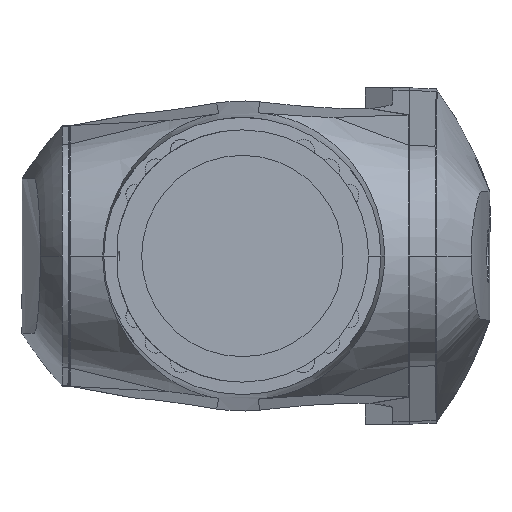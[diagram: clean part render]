
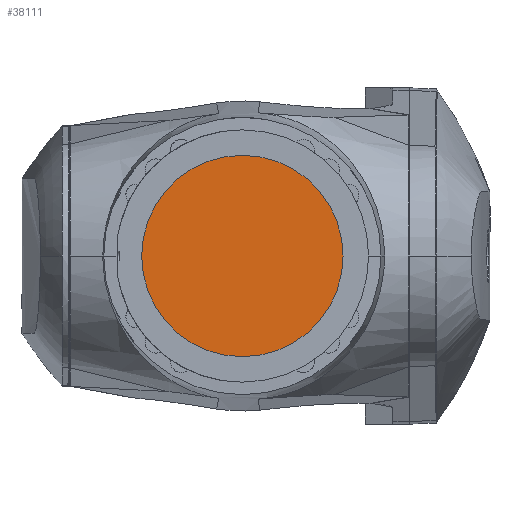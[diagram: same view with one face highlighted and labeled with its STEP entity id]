
A CAD part, left-side view. The second image highlights one B-rep face of the part: STEP entity #38111.
In plain terms, the highlighted planar face has unit normal (-1, 0, 0).
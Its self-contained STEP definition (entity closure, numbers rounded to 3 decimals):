
#807 = FACE_OUTER_BOUND ( 'NONE', #16947, .T. ) ;
#4163 = CARTESIAN_POINT ( 'NONE',  ( 45., 0., 2345. ) ) ;
#5933 = DIRECTION ( 'NONE',  ( 1., 0., 0. ) ) ;
#6032 = AXIS2_PLACEMENT_3D ( 'NONE', #26944, #27526, #24788 ) ;
#7136 = ORIENTED_EDGE ( 'NONE', *, *, #8735, .F. ) ;
#8735 = EDGE_CURVE ( 'NONE', #35241, #24801, #31834, .T. ) ;
#12796 = PLANE ( 'NONE',  #6032 ) ;
#13302 = DIRECTION ( 'NONE',  ( 1., 0., 0. ) ) ;
#16947 = EDGE_LOOP ( 'NONE', ( #33695, #7136 ) ) ;
#17236 = EDGE_CURVE ( 'NONE', #24801, #35241, #25783, .T. ) ;
#17541 = DIRECTION ( 'NONE',  ( 0., 0., 1. ) ) ;
#18994 = DIRECTION ( 'NONE',  ( 0., 0., 1. ) ) ;
#19093 = CARTESIAN_POINT ( 'NONE',  ( 45., 0., 2175. ) ) ;
#24205 = CARTESIAN_POINT ( 'NONE',  ( 45., 0., 2260. ) ) ;
#24788 = DIRECTION ( 'NONE',  ( 0., 0., 1. ) ) ;
#24801 = VERTEX_POINT ( 'NONE', #4163 ) ;
#25783 = CIRCLE ( 'NONE', #37041, 85. ) ;
#26944 = CARTESIAN_POINT ( 'NONE',  ( 45., 0., 2339.952 ) ) ;
#27526 = DIRECTION ( 'NONE',  ( 1., 0., 0. ) ) ;
#31834 = CIRCLE ( 'NONE', #34968, 85. ) ;
#33695 = ORIENTED_EDGE ( 'NONE', *, *, #17236, .F. ) ;
#34968 = AXIS2_PLACEMENT_3D ( 'NONE', #37441, #13302, #18994 ) ;
#35241 = VERTEX_POINT ( 'NONE', #19093 ) ;
#37041 = AXIS2_PLACEMENT_3D ( 'NONE', #24205, #5933, #17541 ) ;
#37441 = CARTESIAN_POINT ( 'NONE',  ( 45., 0., 2260. ) ) ;
#38111 = ADVANCED_FACE ( 'NONE', ( #807 ), #12796, .F. ) ;
